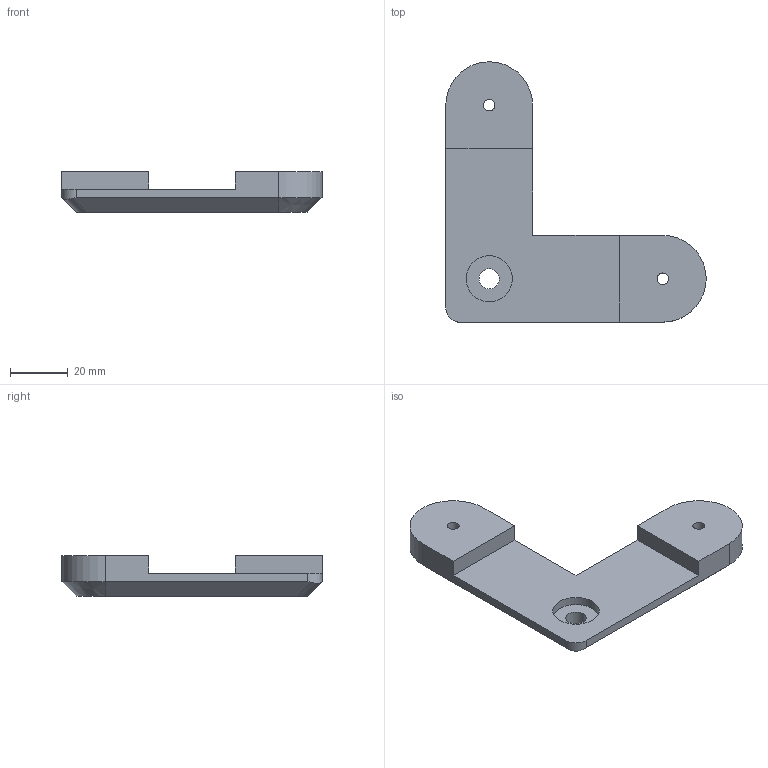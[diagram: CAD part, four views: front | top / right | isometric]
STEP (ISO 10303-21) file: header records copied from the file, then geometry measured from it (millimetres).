
FILE_DESCRIPTION(/* description */ ('STEP AP214'),/* implementation_level */ '2;1');
FILE_NAME(/* name */ '60bef5c5c94e826152dbab40',/* time_stamp */ '2021-06-08T04:44:54+00:00',/* author */ (''),/* organization */ (''),/* preprocessor_version */ 'ST-DEVELOPER v18.1',/* originating_system */ ' ',/* authorisation */ ' ');
FILE_SCHEMA (('AUTOMOTIVE_DESIGN {1 0 10303 214 3 1 1}'));
Length unit declared in the file: metre
Products named in the file (1): webcam
Bounding box: 90 x 90 x 14 mm (x, y, z)
Volume: 38292.3 mm3; surface area: 12129.5 mm2
Topology: 1 solids, 1 shells, 31 faces, 75 edges, 47 vertices
Faces by surface type: plane 15, cylinder 10, cone 6
Full cylindrical faces by diameter (mm): 4 x2, 7 x3, 16 x1
Entity records: 876 total; most frequent: DIRECTION 152, CARTESIAN_POINT 140, ORIENTED_EDGE 126, EDGE_CURVE 63, AXIS2_PLACEMENT_3D 57, EDGE_LOOP 48, FACE_BOUND 48, VERTEX_POINT 45
